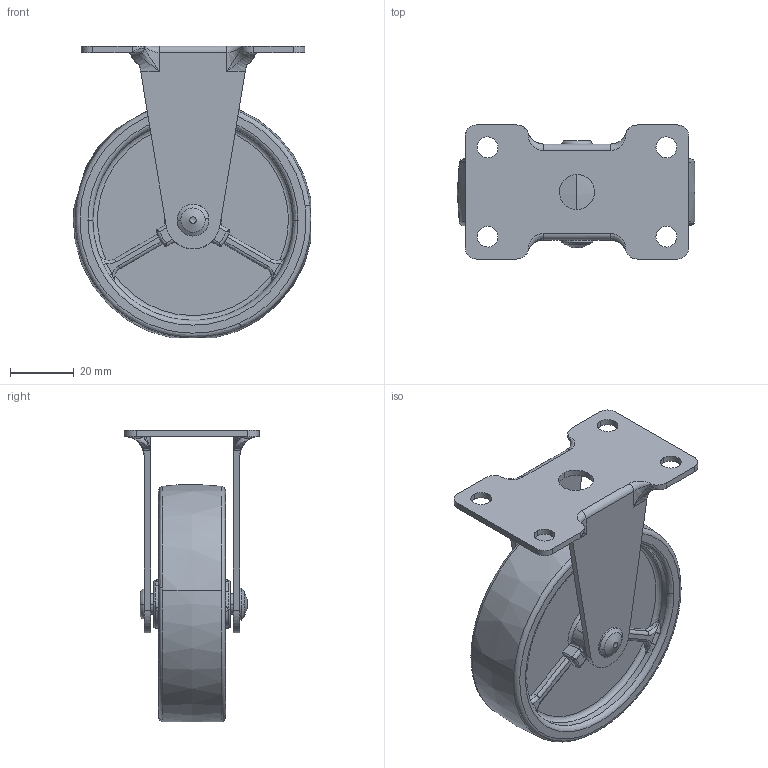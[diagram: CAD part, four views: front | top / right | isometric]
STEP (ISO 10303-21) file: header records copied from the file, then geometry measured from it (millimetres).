
FILE_DESCRIPTION((''),'2;1');
FILE_NAME('','2005-12-16T10:28:29',(''),(''),'','CADfix','');
FILE_SCHEMA(('AUTOMOTIVE_DESIGN'));
Length unit declared in the file: millimetre
Products named in the file (4): wheel; body; axle; 320ER_N75_3087_36
Assembly tree (3 placements, depth 2):
  320ER_N75_3087_36
    wheel
    body
    axle
Bounding box: 74.38 x 42 x 91.39 mm (x, y, z)
Volume: 75584 mm3; surface area: 28761.9 mm2
Topology: 3 solids, 3 shells, 325 faces, 894 edges, 542 vertices
Faces by surface type: bspline 325
Entity records: 17034 total; most frequent: CARTESIAN_POINT 12276, ORIENTED_EDGE 1710, EDGE_CURVE 855, VERTEX_POINT 542, EDGE_LOOP 347, FACE_OUTER_BOUND 325, ADVANCED_FACE 325, QUASI_UNIFORM_CURVE 248
